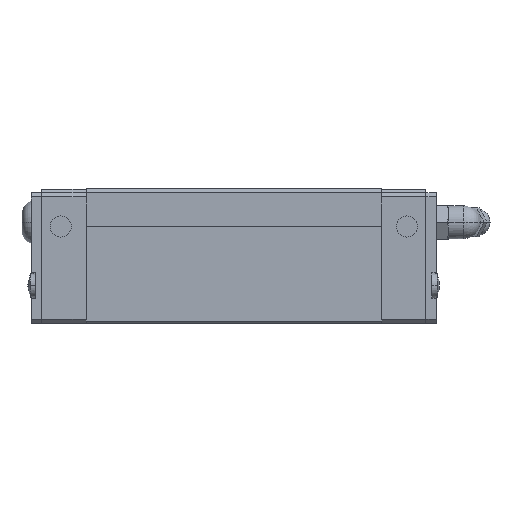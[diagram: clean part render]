
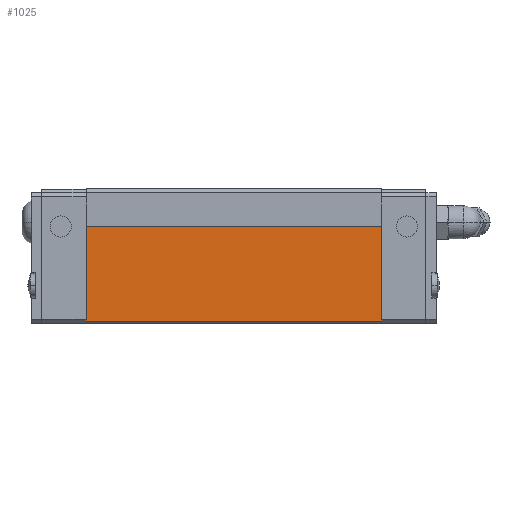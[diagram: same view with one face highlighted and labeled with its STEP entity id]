
A CAD part, left-side view. The second image highlights one B-rep face of the part: STEP entity #1025.
In plain terms, the highlighted planar face has unit normal (-1, 0, 0).
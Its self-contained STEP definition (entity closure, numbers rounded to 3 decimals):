
#1025=ADVANCED_FACE('',(#2097),#2098,.T.);
#2097=FACE_OUTER_BOUND('',#3209,.T.);
#2098=PLANE('',#3210);
#3209=EDGE_LOOP('',(#6355,#6356,#6357,#6358,#6359,#6360));
#3210=AXIS2_PLACEMENT_3D('',#6361,#6362,#6363);
#6355=ORIENTED_EDGE('',*,*,#7849,.F.);
#6356=ORIENTED_EDGE('',*,*,#7879,.F.);
#6357=ORIENTED_EDGE('',*,*,#7778,.F.);
#6358=ORIENTED_EDGE('',*,*,#7689,.F.);
#6359=ORIENTED_EDGE('',*,*,#7877,.T.);
#6360=ORIENTED_EDGE('',*,*,#7182,.F.);
#6361=CARTESIAN_POINT('',(-29.55,48.051,12.0));
#6362=DIRECTION('',(-1.0,0.0,0.0));
#6363=DIRECTION('',(0.0,0.0,1.0));
#7182=EDGE_CURVE('',#8793,#8794,#8795,.T.);
#7689=EDGE_CURVE('',#9527,#9528,#9529,.T.);
#7778=EDGE_CURVE('',#9528,#9654,#9655,.T.);
#7849=EDGE_CURVE('',#9729,#8793,#9731,.T.);
#7877=EDGE_CURVE('',#9527,#8794,#9759,.T.);
#7879=EDGE_CURVE('',#9654,#9729,#9761,.T.);
#8793=VERTEX_POINT('',#11673);
#8794=VERTEX_POINT('',#11674);
#8795=LINE('',#11675,#11676);
#9527=VERTEX_POINT('',#13159);
#9528=VERTEX_POINT('',#13160);
#9529=LINE('',#13161,#13162);
#9654=VERTEX_POINT('',#13343);
#9655=LINE('',#13344,#13345);
#9729=VERTEX_POINT('',#13456);
#9731=LINE('',#13459,#13460);
#9759=LINE('',#13500,#13501);
#9761=LINE('',#13503,#13504);
#11673=CARTESIAN_POINT('',(-29.55,83.101,10.86));
#11674=CARTESIAN_POINT('',(-29.55,83.101,33.0));
#11675=CARTESIAN_POINT('',(-29.55,83.101,19.0));
#11676=VECTOR('',#14218,1.0);
#13159=CARTESIAN_POINT('',(-29.55,13.001,33.0));
#13160=CARTESIAN_POINT('',(-29.55,13.001,10.86));
#13161=CARTESIAN_POINT('',(-29.55,13.001,19.0));
#13162=VECTOR('',#14683,1.0);
#13343=CARTESIAN_POINT('',(-29.55,13.001,10.55));
#13344=CARTESIAN_POINT('',(-29.55,13.001,19.0));
#13345=VECTOR('',#14761,1.0);
#13456=CARTESIAN_POINT('',(-29.55,83.101,10.55));
#13459=CARTESIAN_POINT('',(-29.55,83.101,19.0));
#13460=VECTOR('',#14800,1.0);
#13500=CARTESIAN_POINT('',(-29.55,48.051,33.0));
#13501=VECTOR('',#14825,1.0);
#13503=CARTESIAN_POINT('',(-29.55,65.576,10.55));
#13504=VECTOR('',#14826,1.0);
#14218=DIRECTION('',(0.0,0.0,1.0));
#14683=DIRECTION('',(-0.0,-0.0,-1.0));
#14761=DIRECTION('',(-0.0,-0.0,-1.0));
#14800=DIRECTION('',(0.0,0.0,1.0));
#14825=DIRECTION('',(0.0,1.0,0.0));
#14826=DIRECTION('',(0.0,1.0,-0.0));
